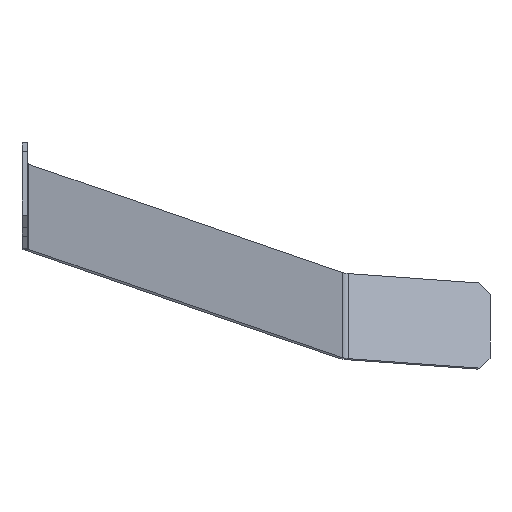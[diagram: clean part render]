
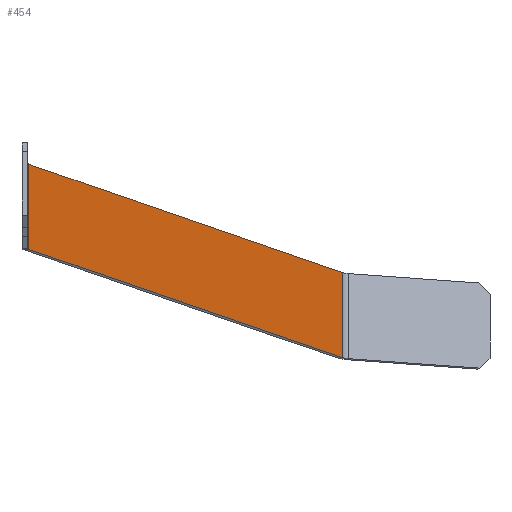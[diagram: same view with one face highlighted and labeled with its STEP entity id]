
A CAD part, top view. The second image highlights one B-rep face of the part: STEP entity #454.
In plain terms, the highlighted planar face has unit normal (0.868, 0.097, 0.487).
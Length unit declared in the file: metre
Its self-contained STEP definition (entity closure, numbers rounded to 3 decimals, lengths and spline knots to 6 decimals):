
#88=ORIENTED_EDGE('',*,*,#190,.T.);
#89=ORIENTED_EDGE('',*,*,#181,.T.);
#90=ORIENTED_EDGE('',*,*,#191,.T.);
#91=ORIENTED_EDGE('',*,*,#184,.T.);
#181=EDGE_CURVE('',#236,#234,#279,.T.);
#184=EDGE_CURVE('',#238,#239,#282,.T.);
#190=EDGE_CURVE('',#239,#236,#288,.T.);
#191=EDGE_CURVE('',#234,#238,#289,.T.);
#234=VERTEX_POINT('',#699);
#236=VERTEX_POINT('',#702);
#238=VERTEX_POINT('',#708);
#239=VERTEX_POINT('',#709);
#279=LINE('',#701,#333);
#282=LINE('',#707,#336);
#288=LINE('',#719,#342);
#289=LINE('',#720,#343);
#333=VECTOR('',#566,1.);
#336=VECTOR('',#571,1.);
#342=VECTOR('',#581,1.);
#343=VECTOR('',#582,1.);
#374=EDGE_LOOP('',(#88,#89,#90,#91));
#402=FACE_BOUND('',#374,.T.);
#430=PLANE('',#495);
#454=ADVANCED_FACE('',(#402),#430,.T.);
#495=AXIS2_PLACEMENT_3D('',#718,#579,#580);
#566=DIRECTION('',(-0.497,0.17,0.851));
#571=DIRECTION('',(0.497,-0.17,-0.851));
#579=DIRECTION('',(0.868,0.097,0.487));
#580=DIRECTION('',(0.489,0.,-0.872));
#581=DIRECTION('',(0.,0.981,-0.196));
#582=DIRECTION('',(0.,-0.981,0.196));
#699=CARTESIAN_POINT('',(-0.140868,0.274335,-0.076934));
#701=CARTESIAN_POINT('',(-0.125825,0.269189,-0.102714));
#702=CARTESIAN_POINT('',(-0.048974,0.242897,-0.23442));
#707=CARTESIAN_POINT('',(-0.125825,0.24428,-0.097742));
#708=CARTESIAN_POINT('',(-0.140868,0.249427,-0.071961));
#709=CARTESIAN_POINT('',(-0.048974,0.217989,-0.229448));
#718=CARTESIAN_POINT('',(-0.125825,0.24428,-0.097742));
#719=CARTESIAN_POINT('',(-0.048974,0.217989,-0.229448));
#720=CARTESIAN_POINT('',(-0.140868,0.249427,-0.071961));
